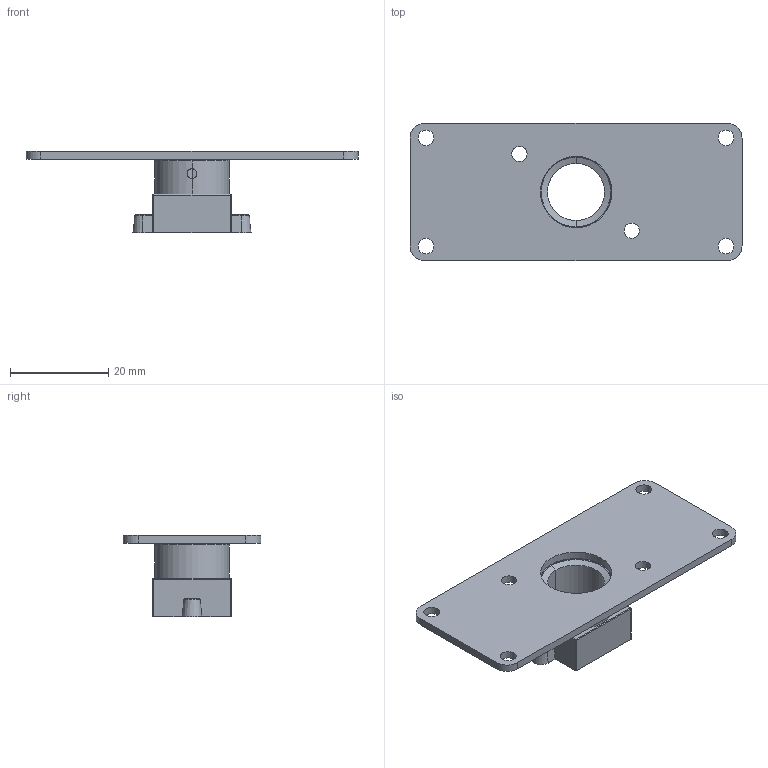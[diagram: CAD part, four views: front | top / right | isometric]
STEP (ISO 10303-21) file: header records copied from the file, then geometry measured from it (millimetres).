
FILE_DESCRIPTION(('Open CASCADE Model'),'2;1');
FILE_NAME('Open CASCADE Shape Model','2021-07-04T19:05:57',('Author'),( 'Open CASCADE'),'Open CASCADE STEP processor 6.8','Open CASCADE 6.8' ,'Unknown');
FILE_SCHEMA(('AUTOMOTIVE_DESIGN { 1 0 10303 214 1 1 1 1 }'));
Length unit declared in the file: millimetre
Products named in the file (1): PCB
Bounding box: 67.5 x 28 x 16.5 mm (x, y, z)
Volume: 3755.4 mm3; surface area: 5719 mm2
Topology: 2 solids, 2 shells, 69 faces, 178 edges, 110 vertices
Faces by surface type: cylinder 32, plane 24, torus 6, cone 4, sphere 3
Full cylindrical faces by diameter (mm): 3.1 x2, 3.2 x4, 14.5 x1
Entity records: 2208 total; most frequent: CARTESIAN_POINT 430, DIRECTION 380, ORIENTED_EDGE 350, EDGE_CURVE 175, AXIS2_PLACEMENT_3D 144, VERTEX_POINT 110, LINE 92, VECTOR 92
